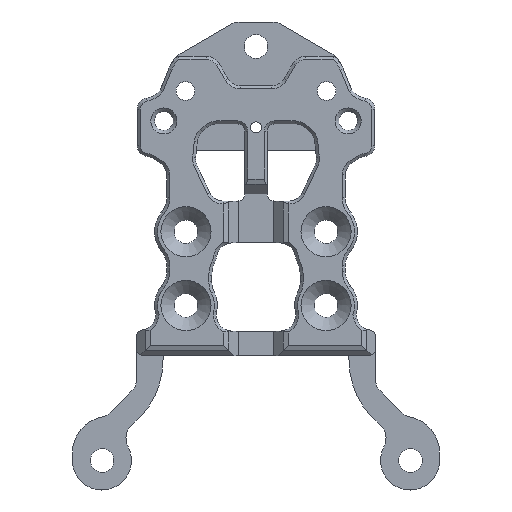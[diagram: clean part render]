
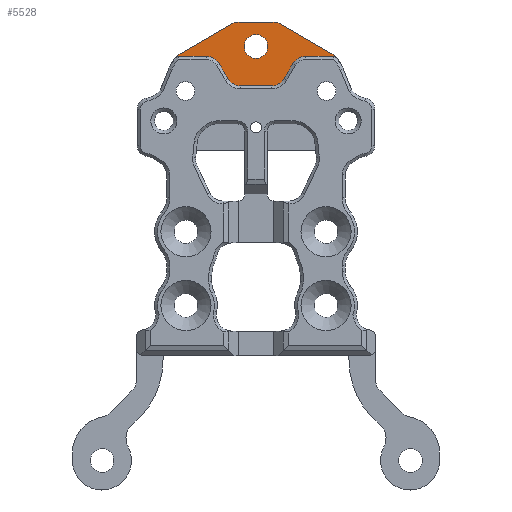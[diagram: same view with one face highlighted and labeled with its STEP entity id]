
A CAD part, front view. The second image highlights one B-rep face of the part: STEP entity #5528.
In plain terms, the highlighted planar face has unit normal (0, -1, 0).
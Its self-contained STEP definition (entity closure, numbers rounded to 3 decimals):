
#64=FACE_BOUND('',#801,.T.);
#225=PLANE('',#6084);
#485=FACE_OUTER_BOUND('',#800,.T.);
#800=EDGE_LOOP('',(#4574,#4575,#4576,#4577,#4578,#4579,#4580,#4581,#4582,
#4583,#4584,#4585,#4586,#4587,#4588,#4589));
#801=EDGE_LOOP('',(#4590));
#928=LINE('',#8110,#1413);
#1159=LINE('',#8994,#1644);
#1162=LINE('',#9002,#1647);
#1165=LINE('',#9010,#1650);
#1168=LINE('',#9017,#1653);
#1253=LINE('',#9296,#1738);
#1254=LINE('',#9299,#1739);
#1255=LINE('',#9301,#1740);
#1413=VECTOR('',#6360,10.);
#1644=VECTOR('',#7193,10.);
#1647=VECTOR('',#7202,10.);
#1650=VECTOR('',#7211,10.);
#1653=VECTOR('',#7220,10.);
#1738=VECTOR('',#7523,10.);
#1739=VECTOR('',#7526,10.);
#1740=VECTOR('',#7527,10.);
#1892=CIRCLE('',#5658,3.);
#1895=CIRCLE('',#5663,3.);
#2043=CIRCLE('',#5965,2.);
#2044=CIRCLE('',#5968,2.);
#2045=CIRCLE('',#5971,2.);
#2046=CIRCLE('',#5974,2.);
#2090=CIRCLE('',#6085,2.);
#2091=CIRCLE('',#6086,2.);
#2092=CIRCLE('',#6087,1.6);
#2206=VERTEX_POINT('',#8079);
#2207=VERTEX_POINT('',#8081);
#2212=VERTEX_POINT('',#8094);
#2213=VERTEX_POINT('',#8096);
#2218=VERTEX_POINT('',#8108);
#2486=VERTEX_POINT('',#8988);
#2487=VERTEX_POINT('',#8992);
#2488=VERTEX_POINT('',#8996);
#2489=VERTEX_POINT('',#9000);
#2490=VERTEX_POINT('',#9004);
#2491=VERTEX_POINT('',#9008);
#2492=VERTEX_POINT('',#9012);
#2569=VERTEX_POINT('',#9294);
#2570=VERTEX_POINT('',#9295);
#2571=VERTEX_POINT('',#9297);
#2572=VERTEX_POINT('',#9300);
#2573=VERTEX_POINT('',#9303);
#2734=EDGE_CURVE('',#2206,#2207,#1892,.T.);
#2741=EDGE_CURVE('',#2212,#2213,#1895,.T.);
#2748=EDGE_CURVE('',#2212,#2218,#928,.T.);
#3156=EDGE_CURVE('',#2218,#2486,#2043,.T.);
#3158=EDGE_CURVE('',#2486,#2487,#1159,.T.);
#3160=EDGE_CURVE('',#2488,#2487,#2044,.T.);
#3162=EDGE_CURVE('',#2489,#2488,#1162,.T.);
#3164=EDGE_CURVE('',#2489,#2490,#2045,.T.);
#3166=EDGE_CURVE('',#2491,#2490,#1165,.T.);
#3168=EDGE_CURVE('',#2492,#2491,#2046,.T.);
#3170=EDGE_CURVE('',#2207,#2492,#1168,.T.);
#3306=EDGE_CURVE('',#2569,#2570,#1253,.T.);
#3307=EDGE_CURVE('',#2569,#2571,#2090,.T.);
#3308=EDGE_CURVE('',#2571,#2213,#1254,.T.);
#3309=EDGE_CURVE('',#2572,#2206,#1255,.T.);
#3310=EDGE_CURVE('',#2570,#2572,#2091,.T.);
#3311=EDGE_CURVE('',#2573,#2573,#2092,.T.);
#4574=ORIENTED_EDGE('',*,*,#3306,.F.);
#4575=ORIENTED_EDGE('',*,*,#3307,.T.);
#4576=ORIENTED_EDGE('',*,*,#3308,.T.);
#4577=ORIENTED_EDGE('',*,*,#2741,.F.);
#4578=ORIENTED_EDGE('',*,*,#2748,.T.);
#4579=ORIENTED_EDGE('',*,*,#3156,.T.);
#4580=ORIENTED_EDGE('',*,*,#3158,.T.);
#4581=ORIENTED_EDGE('',*,*,#3160,.F.);
#4582=ORIENTED_EDGE('',*,*,#3162,.F.);
#4583=ORIENTED_EDGE('',*,*,#3164,.T.);
#4584=ORIENTED_EDGE('',*,*,#3166,.F.);
#4585=ORIENTED_EDGE('',*,*,#3168,.F.);
#4586=ORIENTED_EDGE('',*,*,#3170,.F.);
#4587=ORIENTED_EDGE('',*,*,#2734,.F.);
#4588=ORIENTED_EDGE('',*,*,#3309,.F.);
#4589=ORIENTED_EDGE('',*,*,#3310,.F.);
#4590=ORIENTED_EDGE('',*,*,#3311,.F.);
#5528=ADVANCED_FACE('',(#485,#64),#225,.T.);
#5658=AXIS2_PLACEMENT_3D('',#8082,#6335,#6336);
#5663=AXIS2_PLACEMENT_3D('',#8097,#6349,#6350);
#5965=AXIS2_PLACEMENT_3D('',#8990,#7188,#7189);
#5968=AXIS2_PLACEMENT_3D('',#8998,#7197,#7198);
#5971=AXIS2_PLACEMENT_3D('',#9006,#7206,#7207);
#5974=AXIS2_PLACEMENT_3D('',#9014,#7215,#7216);
#6084=AXIS2_PLACEMENT_3D('',#9293,#7521,#7522);
#6085=AXIS2_PLACEMENT_3D('',#9298,#7524,#7525);
#6086=AXIS2_PLACEMENT_3D('',#9302,#7528,#7529);
#6087=AXIS2_PLACEMENT_3D('',#9304,#7530,#7531);
#6335=DIRECTION('center_axis',(0.,1.,0.));
#6336=DIRECTION('ref_axis',(0.754,0.,0.656));
#6349=DIRECTION('center_axis',(0.,1.,0.));
#6350=DIRECTION('ref_axis',(-0.754,0.,0.656));
#6360=DIRECTION('',(1.,0.,0.));
#7188=DIRECTION('center_axis',(0.,1.,0.));
#7189=DIRECTION('ref_axis',(0.,0.,
1.));
#7193=DIRECTION('',(0.5,0.,-0.866));
#7197=DIRECTION('center_axis',(0.,1.,0.));
#7198=DIRECTION('ref_axis',(-0.5,0.,-0.866));
#7202=DIRECTION('',(-1.,0.,0.));
#7206=DIRECTION('center_axis',(0.,-1.,0.));
#7207=DIRECTION('ref_axis',(0.5,0.,-0.866));
#7211=DIRECTION('',(-0.5,0.,-0.866));
#7215=DIRECTION('center_axis',(0.,-1.,0.));
#7216=DIRECTION('ref_axis',(0.,0.,1.));
#7220=DIRECTION('',(-1.,0.,0.));
#7521=DIRECTION('center_axis',(0.,-1.,0.));
#7522=DIRECTION('ref_axis',(1.,0.,0.));
#7523=DIRECTION('',(1.,0.,0.));
#7524=DIRECTION('center_axis',(0.,-1.,0.));
#7525=DIRECTION('ref_axis',(-0.259,0.,0.966));
#7526=DIRECTION('',(-0.866,0.,-0.5));
#7527=DIRECTION('',(0.866,0.,-0.5));
#7528=DIRECTION('center_axis',(0.,1.,0.));
#7529=DIRECTION('ref_axis',(0.259,0.,0.966));
#7530=DIRECTION('center_axis',(0.,-1.,0.));
#7531=DIRECTION('ref_axis',(0.,0.,
1.));
#8079=CARTESIAN_POINT('',(9.76,-19.429,25.612));
#8081=CARTESIAN_POINT('',(10.256,-19.429,25.254));
#8082=CARTESIAN_POINT('Origin',(8.26,-19.429,23.014));
#8094=CARTESIAN_POINT('',(-11.337,-19.429,25.254));
#8096=CARTESIAN_POINT('',(-10.841,-19.429,25.612));
#8097=CARTESIAN_POINT('Origin',(-9.341,-19.429,23.014));
#8108=CARTESIAN_POINT('',(-7.267,-19.429,25.254));
#8110=CARTESIAN_POINT('',(-5.659,-19.429,25.254));
#8988=CARTESIAN_POINT('',(-5.534,-19.429,24.254));
#8990=CARTESIAN_POINT('Origin',(-7.267,-19.429,23.254));
#8992=CARTESIAN_POINT('',(-4.38,-19.429,22.254));
#8994=CARTESIAN_POINT('',(-5.534,-19.429,24.254));
#8996=CARTESIAN_POINT('',(-2.648,-19.429,21.254));
#8998=CARTESIAN_POINT('Origin',(-2.648,-19.429,23.254));
#9000=CARTESIAN_POINT('',(1.567,-19.429,21.254));
#9002=CARTESIAN_POINT('',(0.513,-19.429,21.254));
#9004=CARTESIAN_POINT('',(3.299,-19.429,22.254));
#9006=CARTESIAN_POINT('Origin',(1.567,-19.429,23.254));
#9008=CARTESIAN_POINT('',(4.454,-19.429,24.254));
#9010=CARTESIAN_POINT('',(4.454,-19.429,24.254));
#9012=CARTESIAN_POINT('',(6.186,-19.429,25.254));
#9014=CARTESIAN_POINT('Origin',(6.186,-19.429,23.254));
#9017=CARTESIAN_POINT('',(4.578,-19.429,25.254));
#9293=CARTESIAN_POINT('Origin',(-0.54,-19.429,23.004));
#9294=CARTESIAN_POINT('',(-2.837,-19.429,29.924));
#9295=CARTESIAN_POINT('',(1.756,-19.429,29.924));
#9296=CARTESIAN_POINT('',(-2.39,-19.429,29.924));
#9297=CARTESIAN_POINT('',(-3.837,-19.429,29.656));
#9298=CARTESIAN_POINT('Origin',(-2.837,-19.429,27.924));
#9299=CARTESIAN_POINT('',(-6.277,-19.429,28.247));
#9300=CARTESIAN_POINT('',(2.756,-19.429,29.656));
#9301=CARTESIAN_POINT('',(5.196,-19.429,28.247));
#9302=CARTESIAN_POINT('Origin',(1.756,-19.429,27.924));
#9303=CARTESIAN_POINT('',(-0.54,-19.429,25.005));
#9304=CARTESIAN_POINT('Origin',(-0.54,-19.429,26.605));
